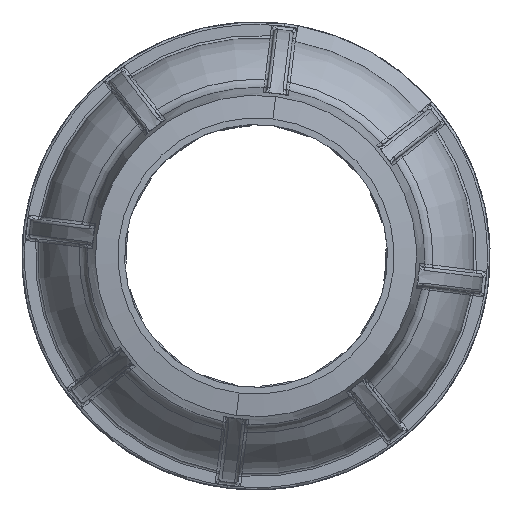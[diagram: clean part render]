
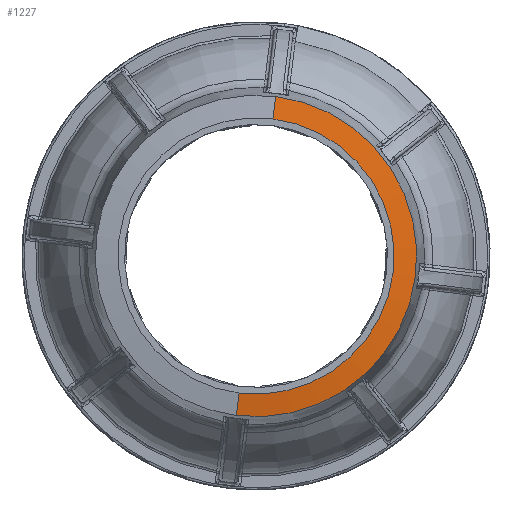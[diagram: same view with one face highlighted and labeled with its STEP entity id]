
A CAD part, left-side view. The second image highlights one B-rep face of the part: STEP entity #1227.
In plain terms, the highlighted conical face has half-angle 82 degrees and reference radius 21.53 mm.
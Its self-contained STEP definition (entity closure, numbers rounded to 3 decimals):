
#1227 = ADVANCED_FACE ( 'NONE', ( #23398 ), #20231, .T. ) ;
#18791 = CARTESIAN_POINT ( 'NONE',  ( -66.344, -3.068, 24.872 ) ) ;
#18792 = CARTESIAN_POINT ( 'NONE',  ( -66.344, 3.068, -24.872 ) ) ;
#18822 = CARTESIAN_POINT ( 'NONE',  ( -66.84, 2.635, -21.368 ) ) ;
#18823 = CARTESIAN_POINT ( 'NONE',  ( -66.84, -2.635, 21.368 ) ) ;
#20217 = AXIS2_PLACEMENT_3D ( 'NONE', #26515, #26516, #26517 ) ;
#20231 = CONICAL_SURFACE ( 'NONE', #20217, 21.53, 1.431 ) ;
#23398 = FACE_OUTER_BOUND ( 'NONE', #63846, .T. ) ;
#26515 = CARTESIAN_POINT ( 'NONE',  ( -66.84, 0., 0. ) ) ;
#26516 = DIRECTION ( 'NONE',  ( 1., 0., 0. ) ) ;
#26517 = DIRECTION ( 'NONE',  ( 0., -0.122, 0.992 ) ) ;
#38699 = LINE ( 'NONE', #46288, #40703 ) ;
#38700 = LINE ( 'NONE', #46294, #40706 ) ;
#40374 = CARTESIAN_POINT ( 'NONE',  ( -66.344, 0., 0. ) ) ;
#40375 = DIRECTION ( 'NONE',  ( 1., 0., 0. ) ) ;
#40376 = DIRECTION ( 'NONE',  ( 0., 0.122, -0.992 ) ) ;
#40675 = CIRCLE ( 'NONE', #40677, 25.061 ) ;
#40677 = AXIS2_PLACEMENT_3D ( 'NONE', #40374, #40375, #40376 ) ;
#40702 = CIRCLE ( 'NONE', #40704, 21.53 ) ;
#40703 = VECTOR ( 'NONE', #46289, 1000. ) ;
#40704 = AXIS2_PLACEMENT_3D ( 'NONE', #46290, #46292, #46293 ) ;
#40706 = VECTOR ( 'NONE', #46295, 1000. ) ;
#46288 = CARTESIAN_POINT ( 'NONE',  ( -66.84, 2.635, -21.368 ) ) ;
#46289 = DIRECTION ( 'NONE',  ( 0.139, 0.121, -0.983 ) ) ;
#46290 = CARTESIAN_POINT ( 'NONE',  ( -66.84, 0., 0. ) ) ;
#46292 = DIRECTION ( 'NONE',  ( -1., 0., 0. ) ) ;
#46293 = DIRECTION ( 'NONE',  ( 0., -0.122, 0.992 ) ) ;
#46294 = CARTESIAN_POINT ( 'NONE',  ( -66.84, -2.635, 21.368 ) ) ;
#46295 = DIRECTION ( 'NONE',  ( 0.139, -0.121, 0.983 ) ) ;
#63846 = EDGE_LOOP ( 'NONE', ( #68192, #68194, #68193, #68195 ) ) ;
#64007 = VERTEX_POINT ( 'NONE', #18791 ) ;
#64008 = VERTEX_POINT ( 'NONE', #18792 ) ;
#64038 = VERTEX_POINT ( 'NONE', #18822 ) ;
#64039 = VERTEX_POINT ( 'NONE', #18823 ) ;
#68192 = ORIENTED_EDGE ( 'NONE', *, *, #68962, .F. ) ;
#68193 = ORIENTED_EDGE ( 'NONE', *, *, #68931, .F. ) ;
#68194 = ORIENTED_EDGE ( 'NONE', *, *, #68961, .T. ) ;
#68195 = ORIENTED_EDGE ( 'NONE', *, *, #68963, .F. ) ;
#68931 = EDGE_CURVE ( 'NONE', #64007, #64008, #40675, .T. ) ;
#68961 = EDGE_CURVE ( 'NONE', #64038, #64008, #38699, .T. ) ;
#68962 = EDGE_CURVE ( 'NONE', #64038, #64039, #40702, .T. ) ;
#68963 = EDGE_CURVE ( 'NONE', #64039, #64007, #38700, .T. ) ;
